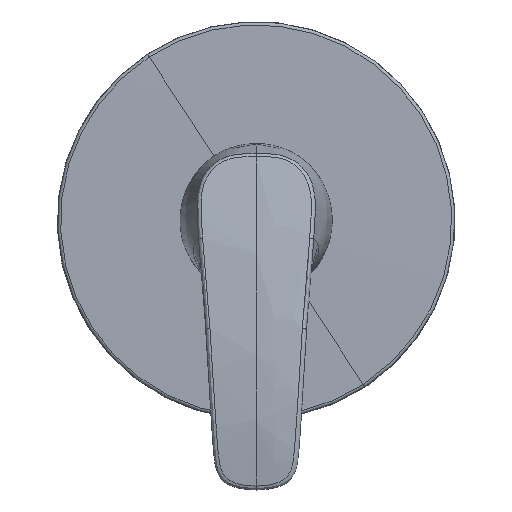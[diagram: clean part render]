
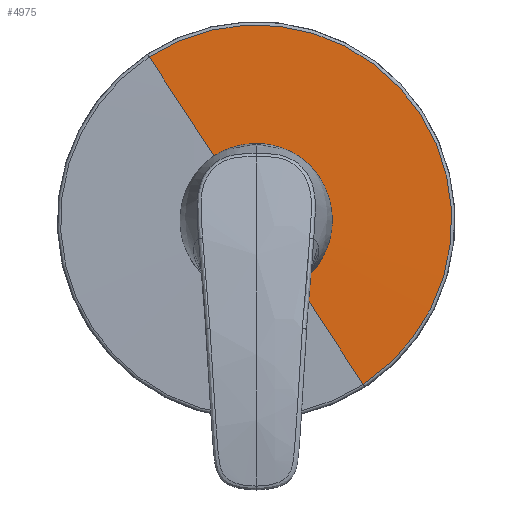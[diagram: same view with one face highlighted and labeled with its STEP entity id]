
A CAD part, top view. The second image highlights one B-rep face of the part: STEP entity #4975.
In plain terms, the highlighted spherical face has radius 4000 mm.
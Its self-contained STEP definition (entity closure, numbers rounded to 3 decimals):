
#233 = SPHERICAL_SURFACE ( 'NONE', #4174, 4000. ) ;
#240 = DIRECTION ( 'NONE',  ( -0.837, -0.547, 0. ) ) ;
#557 = CARTESIAN_POINT ( 'NONE',  ( 125.146, 107.21, 70.612 ) ) ;
#987 = VERTEX_POINT ( 'NONE', #557 ) ;
#1448 = DIRECTION ( 'NONE',  ( 0.837, 0.547, 0. ) ) ;
#1585 = DIRECTION ( 'NONE',  ( -0.837, -0.547, 0. ) ) ;
#2790 = EDGE_CURVE ( 'NONE', #7356, #8786, #6652, .T. ) ;
#2963 = CARTESIAN_POINT ( 'NONE',  ( 173.725, 32.853, 71.045 ) ) ;
#2996 = CARTESIAN_POINT ( 'NONE',  ( 160.107, 53.698, 70.612 ) ) ;
#3148 = CARTESIAN_POINT ( 'NONE',  ( 195.067, 0.187, 70.612 ) ) ;
#3402 = FACE_OUTER_BOUND ( 'NONE', #5547, .T. ) ;
#3443 = CIRCLE ( 'NONE', #5529, 4000. ) ;
#3552 = DIRECTION ( 'NONE',  ( -0.547, 0.837, 0. ) ) ;
#3716 = DIRECTION ( 'NONE',  ( 0.547, -0.837, 0. ) ) ;
#4138 = AXIS2_PLACEMENT_3D ( 'NONE', #8576, #4435, #240 ) ;
#4174 = AXIS2_PLACEMENT_3D ( 'NONE', #7666, #7727, #3552 ) ;
#4435 = DIRECTION ( 'NONE',  ( 0., 0., 1. ) ) ;
#4443 = ORIENTED_EDGE ( 'NONE', *, *, #7695, .F. ) ;
#4864 = VERTEX_POINT ( 'NONE', #3148 ) ;
#4975 = ADVANCED_FACE ( 'NONE', ( #3402 ), #233, .T. ) ;
#5225 = ORIENTED_EDGE ( 'NONE', *, *, #7467, .T. ) ;
#5529 = AXIS2_PLACEMENT_3D ( 'NONE', #5795, #1585, #6487 ) ;
#5547 = EDGE_LOOP ( 'NONE', ( #6588, #5225, #6469, #4443 ) ) ;
#5570 = CARTESIAN_POINT ( 'NONE',  ( 146.488, 74.544, 71.045 ) ) ;
#5659 = CARTESIAN_POINT ( 'NONE',  ( 160.107, 53.698, -3928.878 ) ) ;
#5795 = CARTESIAN_POINT ( 'NONE',  ( 160.107, 53.698, -3928.878 ) ) ;
#5998 = AXIS2_PLACEMENT_3D ( 'NONE', #2996, #7889, #3716 ) ;
#6089 = CIRCLE ( 'NONE', #6852, 4000. ) ;
#6355 = DIRECTION ( 'NONE',  ( -0.547, 0.837, 0. ) ) ;
#6469 = ORIENTED_EDGE ( 'NONE', *, *, #7718, .T. ) ;
#6487 = DIRECTION ( 'NONE',  ( 0.547, -0.837, 0. ) ) ;
#6588 = ORIENTED_EDGE ( 'NONE', *, *, #2790, .F. ) ;
#6652 = CIRCLE ( 'NONE', #4138, 24.9 ) ;
#6852 = AXIS2_PLACEMENT_3D ( 'NONE', #5659, #1448, #6355 ) ;
#7356 = VERTEX_POINT ( 'NONE', #2963 ) ;
#7467 = EDGE_CURVE ( 'NONE', #7356, #4864, #6089, .T. ) ;
#7666 = CARTESIAN_POINT ( 'NONE',  ( 160.107, 53.698, -3928.878 ) ) ;
#7695 = EDGE_CURVE ( 'NONE', #8786, #987, #3443, .T. ) ;
#7718 = EDGE_CURVE ( 'NONE', #4864, #987, #8765, .T. ) ;
#7727 = DIRECTION ( 'NONE',  ( 0.837, 0.547, 0. ) ) ;
#7889 = DIRECTION ( 'NONE',  ( 0., 0., 1. ) ) ;
#8576 = CARTESIAN_POINT ( 'NONE',  ( 160.107, 53.698, 71.045 ) ) ;
#8765 = CIRCLE ( 'NONE', #5998, 63.92 ) ;
#8786 = VERTEX_POINT ( 'NONE', #5570 ) ;
